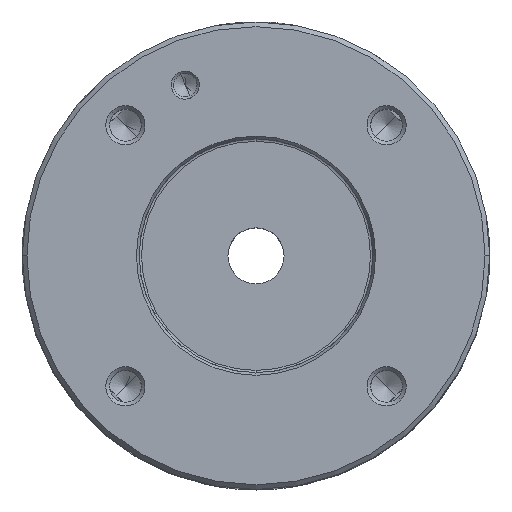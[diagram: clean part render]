
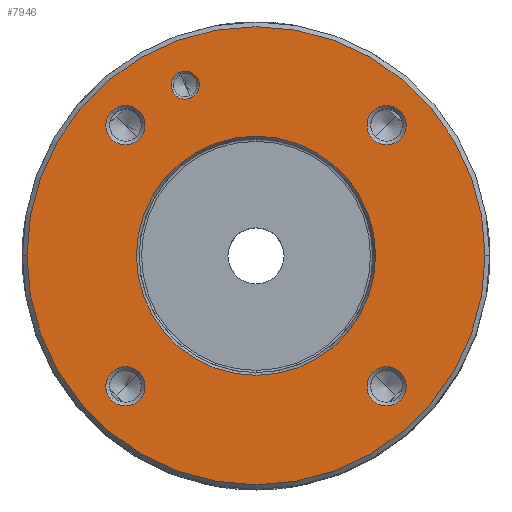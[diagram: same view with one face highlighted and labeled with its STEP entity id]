
A CAD part, top view. The second image highlights one B-rep face of the part: STEP entity #7946.
In plain terms, the highlighted planar face has unit normal (0, 0, 1).
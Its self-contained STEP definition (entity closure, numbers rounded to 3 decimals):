
#1201=CARTESIAN_POINT('',(0.,0.,
65.));
#1202=DIRECTION('',(0.,0.,1.));
#1203=DIRECTION('',(-1.,0.,0.));
#1204=AXIS2_PLACEMENT_3D('',#1201,#1202,#1203);
#1209=CARTESIAN_POINT('',(0.,0.,
65.));
#1210=DIRECTION('',(0.,0.,1.));
#1211=DIRECTION('',(1.,0.,0.));
#1212=AXIS2_PLACEMENT_3D('',#1209,#1210,#1211);
#1217=CARTESIAN_POINT('',(-15.116,36.493,65.));
#1218=DIRECTION('',(0.,0.,-1.));
#1219=DIRECTION('',(0.383,-0.924,0.));
#1220=AXIS2_PLACEMENT_3D('',#1217,#1218,#1219);
#1225=CARTESIAN_POINT('',(-15.116,36.493,65.));
#1226=DIRECTION('',(0.,0.,-1.));
#1227=DIRECTION('',(-0.383,0.924,0.));
#1228=AXIS2_PLACEMENT_3D('',#1225,#1226,#1227);
#1233=CARTESIAN_POINT('',(-27.931,-27.931,65.));
#1234=DIRECTION('',(0.,0.,-1.));
#1235=DIRECTION('',(-0.707,-0.707,0.));
#1236=AXIS2_PLACEMENT_3D('',#1233,#1234,#1235);
#1241=CARTESIAN_POINT('',(-27.931,-27.931,65.));
#1242=DIRECTION('',(0.,0.,-1.));
#1243=DIRECTION('',(0.707,0.707,0.));
#1244=AXIS2_PLACEMENT_3D('',#1241,#1242,#1243);
#1249=CARTESIAN_POINT('',(-27.931,27.931,65.));
#1250=DIRECTION('',(0.,0.,-1.));
#1251=DIRECTION('',(-0.707,0.707,0.));
#1252=AXIS2_PLACEMENT_3D('',#1249,#1250,#1251);
#1257=CARTESIAN_POINT('',(-27.931,27.931,65.));
#1258=DIRECTION('',(0.,0.,-1.));
#1259=DIRECTION('',(0.707,-0.707,0.));
#1260=AXIS2_PLACEMENT_3D('',#1257,#1258,#1259);
#1265=CARTESIAN_POINT('',(27.931,27.931,65.));
#1266=DIRECTION('',(0.,0.,-1.));
#1267=DIRECTION('',(0.707,0.707,0.));
#1268=AXIS2_PLACEMENT_3D('',#1265,#1266,#1267);
#1273=CARTESIAN_POINT('',(27.931,27.931,65.));
#1274=DIRECTION('',(0.,0.,-1.));
#1275=DIRECTION('',(-0.707,-0.707,0.));
#1276=AXIS2_PLACEMENT_3D('',#1273,#1274,#1275);
#1281=CARTESIAN_POINT('',(27.931,-27.931,65.));
#1282=DIRECTION('',(0.,0.,-1.));
#1283=DIRECTION('',(0.707,-0.707,0.));
#1284=AXIS2_PLACEMENT_3D('',#1281,#1282,#1283);
#1289=CARTESIAN_POINT('',(27.931,-27.931,65.));
#1290=DIRECTION('',(0.,0.,-1.));
#1291=DIRECTION('',(-0.707,0.707,0.));
#1292=AXIS2_PLACEMENT_3D('',#1289,#1290,#1291);
#1304=CARTESIAN_POINT('',(0.,0.,65.));
#1305=DIRECTION('',(0.,0.,-1.));
#1306=DIRECTION('',(0.,-1.,0.));
#1307=AXIS2_PLACEMENT_3D('',#1304,#1305,#1306);
#1320=CARTESIAN_POINT('',(0.,0.,65.));
#1321=DIRECTION('',(0.,0.,-1.));
#1322=DIRECTION('',(0.,1.,0.));
#1323=AXIS2_PLACEMENT_3D('',#1320,#1321,#1322);
#7341=CARTESIAN_POINT('',(-49.002,0.,65.));
#7342=CARTESIAN_POINT('',(49.002,0.,
65.));
#7343=VERTEX_POINT('',#7341);
#7344=VERTEX_POINT('',#7342);
#7375=CARTESIAN_POINT('',(-13.968,33.722,65.));
#7376=VERTEX_POINT('',#7375);
#7377=CARTESIAN_POINT('',(-16.264,39.265,65.));
#7378=VERTEX_POINT('',#7377);
#7387=CARTESIAN_POINT('',(-30.901,-30.901,65.));
#7389=VERTEX_POINT('',#7387);
#7391=CARTESIAN_POINT('',(-24.961,-24.961,65.));
#7392=VERTEX_POINT('',#7391);
#7399=CARTESIAN_POINT('',(-30.901,30.901,65.));
#7400=VERTEX_POINT('',#7399);
#7401=CARTESIAN_POINT('',(-24.961,24.961,65.));
#7402=VERTEX_POINT('',#7401);
#7409=CARTESIAN_POINT('',(30.901,30.901,65.));
#7410=VERTEX_POINT('',#7409);
#7411=CARTESIAN_POINT('',(24.961,24.961,65.));
#7412=VERTEX_POINT('',#7411);
#7419=CARTESIAN_POINT('',(30.901,-30.901,65.));
#7420=VERTEX_POINT('',#7419);
#7421=CARTESIAN_POINT('',(24.961,-24.961,65.));
#7422=VERTEX_POINT('',#7421);
#7475=CARTESIAN_POINT('',(0.,-25.577,65.));
#7476=CARTESIAN_POINT('',(0.,25.577,65.));
#7477=VERTEX_POINT('',#7475);
#7478=VERTEX_POINT('',#7476);
#7900=CARTESIAN_POINT('',(0.,0.,65.));
#7901=DIRECTION('',(0.,0.,-1.));
#7902=DIRECTION('',(1.,0.,0.));
#7903=AXIS2_PLACEMENT_3D('',#7900,#7901,#7902);
#7904=PLANE('',#7903);
#7905=ORIENTED_EDGE('',*,*,#7890,.F.);
#7907=ORIENTED_EDGE('',*,*,#7906,.F.);
#7908=EDGE_LOOP('',(#7905,#7907));
#7909=FACE_OUTER_BOUND('',#7908,.F.);
#7911=ORIENTED_EDGE('',*,*,#7910,.F.);
#7913=ORIENTED_EDGE('',*,*,#7912,.F.);
#7914=EDGE_LOOP('',(#7911,#7913));
#7915=FACE_BOUND('',#7914,.F.);
#7917=ORIENTED_EDGE('',*,*,#7916,.F.);
#7919=ORIENTED_EDGE('',*,*,#7918,.F.);
#7920=EDGE_LOOP('',(#7917,#7919));
#7921=FACE_BOUND('',#7920,.F.);
#7923=ORIENTED_EDGE('',*,*,#7922,.F.);
#7925=ORIENTED_EDGE('',*,*,#7924,.F.);
#7926=EDGE_LOOP('',(#7923,#7925));
#7927=FACE_BOUND('',#7926,.F.);
#7929=ORIENTED_EDGE('',*,*,#7928,.F.);
#7931=ORIENTED_EDGE('',*,*,#7930,.F.);
#7932=EDGE_LOOP('',(#7929,#7931));
#7933=FACE_BOUND('',#7932,.F.);
#7935=ORIENTED_EDGE('',*,*,#7934,.F.);
#7937=ORIENTED_EDGE('',*,*,#7936,.F.);
#7938=EDGE_LOOP('',(#7935,#7937));
#7939=FACE_BOUND('',#7938,.F.);
#7941=ORIENTED_EDGE('',*,*,#7940,.F.);
#7943=ORIENTED_EDGE('',*,*,#7942,.F.);
#7944=EDGE_LOOP('',(#7941,#7943));
#7945=FACE_BOUND('',#7944,.F.);
#1205=CIRCLE('',#1204,49.002);
#1213=CIRCLE('',#1212,49.002);
#1221=CIRCLE('',#1220,3.);
#1229=CIRCLE('',#1228,3.);
#1237=CIRCLE('',#1236,4.2);
#1245=CIRCLE('',#1244,4.2);
#1253=CIRCLE('',#1252,4.2);
#1261=CIRCLE('',#1260,4.2);
#1269=CIRCLE('',#1268,4.2);
#1277=CIRCLE('',#1276,4.2);
#1285=CIRCLE('',#1284,4.2);
#1293=CIRCLE('',#1292,4.2);
#1308=CIRCLE('',#1307,25.577);
#1324=CIRCLE('',#1323,25.577);
#7890=EDGE_CURVE('',#7343,#7344,#1205,.T.);
#7906=EDGE_CURVE('',#7344,#7343,#1213,.T.);
#7910=EDGE_CURVE('',#7477,#7478,#1308,.T.);
#7912=EDGE_CURVE('',#7478,#7477,#1324,.T.);
#7916=EDGE_CURVE('',#7376,#7378,#1221,.T.);
#7918=EDGE_CURVE('',#7378,#7376,#1229,.T.);
#7922=EDGE_CURVE('',#7389,#7392,#1237,.T.);
#7924=EDGE_CURVE('',#7392,#7389,#1245,.T.);
#7928=EDGE_CURVE('',#7400,#7402,#1253,.T.);
#7930=EDGE_CURVE('',#7402,#7400,#1261,.T.);
#7934=EDGE_CURVE('',#7410,#7412,#1269,.T.);
#7936=EDGE_CURVE('',#7412,#7410,#1277,.T.);
#7940=EDGE_CURVE('',#7420,#7422,#1285,.T.);
#7942=EDGE_CURVE('',#7422,#7420,#1293,.T.);
#7946=ADVANCED_FACE('',(#7909,#7915,#7921,#7927,#7933,#7939,#7945),#7904,.F.);
